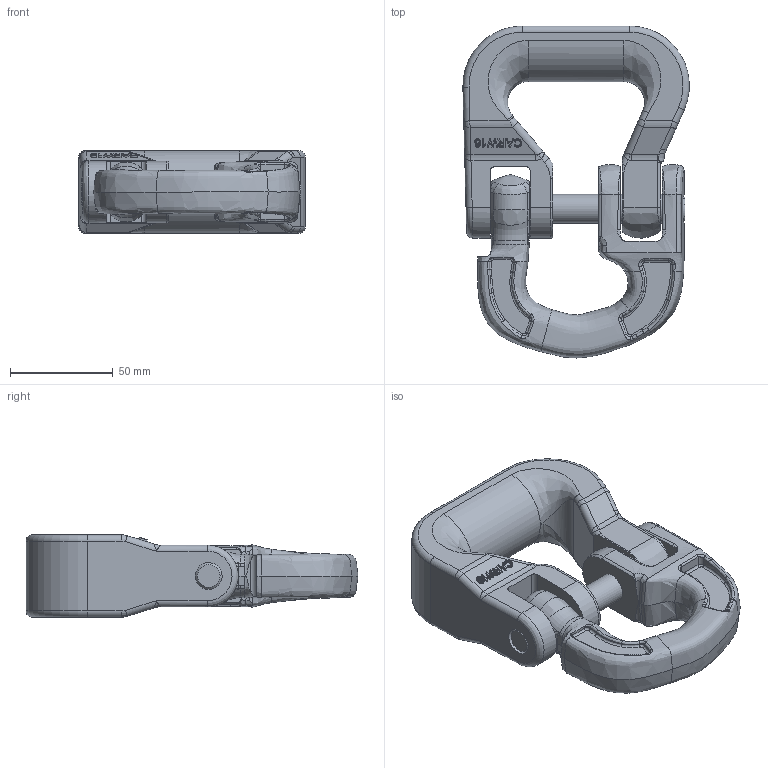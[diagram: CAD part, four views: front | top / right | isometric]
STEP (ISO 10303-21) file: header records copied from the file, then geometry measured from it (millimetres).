
FILE_DESCRIPTION(/* description */ (''),/* implementation_level */ '2;1');
FILE_NAME(/* name */ 'CARW 16 Kundenmodell',/* time_stamp */ '2010-01-11T10:56:40+01:00',/* author */ (''),/* organization */ (''),/* preprocessor_version */ 'ST-DEVELOPER v9',/* originating_system */ 'UGS - NX 4.0',/* authorisation */ '');
FILE_SCHEMA (('AUTOMOTIVE_DESIGN { 1 0 10303 214 1 1 1 1 }'));
Length unit declared in the file: millimetre
Products named in the file (1): ritE0872k3n
Bounding box: 109.9 x 161.25 x 40 mm (x, y, z)
Volume: 306316.1 mm3; surface area: 59470 mm2
Topology: 3 solids, 3 shells, 524 faces, 1305 edges, 783 vertices
Faces by surface type: bspline 184, cylinder 123, plane 113, extrusion 51, torus 37, cone 14, sphere 2
Full cylindrical faces by diameter (mm): 13 x3, 14 x4
Entity records: 35280 total; most frequent: CARTESIAN_POINT 24440, ORIENTED_EDGE 2558, DIRECTION 1777, EDGE_CURVE 1279, VERTEX_POINT 778, AXIS2_PLACEMENT_3D 684, B_SPLINE_CURVE_WITH_KNOTS 570, EDGE_LOOP 553
